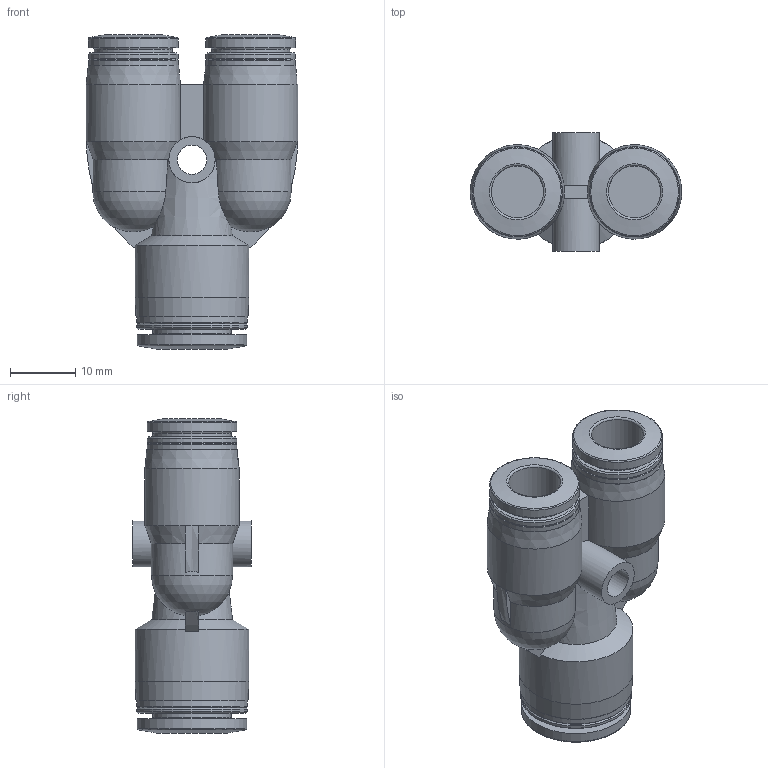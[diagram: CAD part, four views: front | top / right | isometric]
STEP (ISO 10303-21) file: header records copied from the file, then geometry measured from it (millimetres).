
FILE_DESCRIPTION(/* description */ ('STEP AP214'),/* implementation_level */ '2;1');
FILE_NAME(/* name */ '133126_NPQP-Y-Q10-Q8-FD-P10',/* time_stamp */ '2024-09-13T08:16:30+02:00',/* author */ ('License CC BY-ND 4.0'),/* organization */ ('CADENAS'),/* preprocessor_version */ 'ST-DEVELOPER v19.3',/* originating_system */ 'PARTsolutions',/* authorisation */ ' ');
FILE_SCHEMA (('AUTOMOTIVE_DESIGN {1 0 10303 214 3 1 1}'));
Length unit declared in the file: millimetre
Products named in the file (1): 133126 NPQP-Y-Q10-Q8-FD-P10
Bounding box: 32.5 x 18.2 x 48.3 mm (x, y, z)
Volume: 9845.9 mm3; surface area: 6554.8 mm2
Topology: 1 solids, 1 shells, 96 faces, 221 edges, 136 vertices
Faces by surface type: plane 35, cylinder 27, cone 23, torus 9, sphere 2
Full cylindrical faces by diameter (mm): 4.5 x1, 7.1 x2, 8 x2, 10 x1, 12 x3, 13.8 x6, 16.8 x1, 17 x2, 17.5 x1
Entity records: 2524 total; most frequent: CARTESIAN_POINT 543, DIRECTION 424, ORIENTED_EDGE 338, AXIS2_PLACEMENT_3D 196, EDGE_CURVE 169, EDGE_LOOP 150, FACE_BOUND 150, VERTEX_POINT 127
